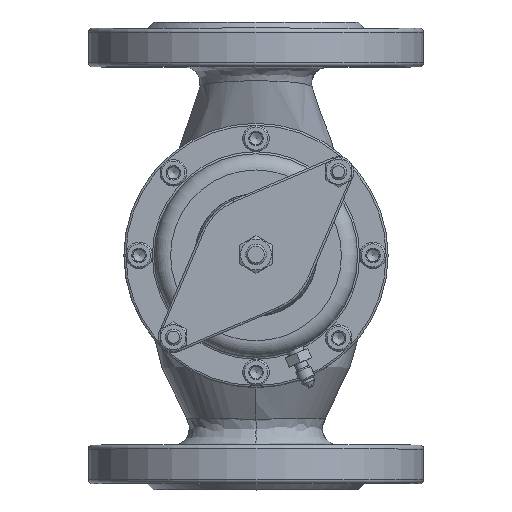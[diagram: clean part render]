
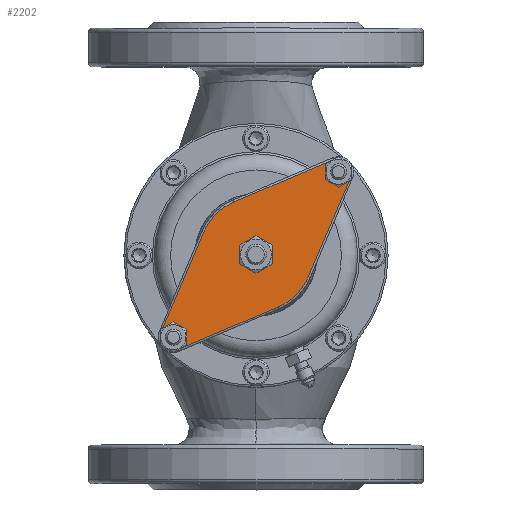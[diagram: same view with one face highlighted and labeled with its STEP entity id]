
A CAD part, top view. The second image highlights one B-rep face of the part: STEP entity #2202.
In plain terms, the highlighted face is planar.
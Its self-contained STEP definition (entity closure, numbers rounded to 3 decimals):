
#2202=ADVANCED_FACE('',(#18314,#18316,#18318,#18320),#18322,.T.);
#18314=FACE_BOUND('',#18315,.T.);
#18315=EDGE_LOOP('',(#20834,#20835,#20836,#20837,#20838,#20839,#20840,#20841));
#18316=FACE_BOUND('',#18317,.T.);
#18317=EDGE_LOOP('',(#20842));
#18318=FACE_BOUND('',#18319,.T.);
#18319=EDGE_LOOP('',(#20843));
#18320=FACE_BOUND('',#18321,.T.);
#18321=EDGE_LOOP('',(#20844));
#18322=PLANE('',#18323);
#18323=AXIS2_PLACEMENT_3D('',#18324,#18325,#18326);
#18324=CARTESIAN_POINT('',(0.,334.5,0.));
#18325=DIRECTION('',(0.,1.,0.));
#18326=DIRECTION('',(0.,0.,1.));
#20834=ORIENTED_EDGE('',*,*,#22680,.T.);
#20835=ORIENTED_EDGE('',*,*,#22681,.T.);
#20836=ORIENTED_EDGE('',*,*,#22682,.T.);
#20837=ORIENTED_EDGE('',*,*,#22683,.T.);
#20838=ORIENTED_EDGE('',*,*,#22684,.T.);
#20839=ORIENTED_EDGE('',*,*,#22685,.T.);
#20840=ORIENTED_EDGE('',*,*,#22686,.T.);
#20841=ORIENTED_EDGE('',*,*,#22687,.T.);
#20842=ORIENTED_EDGE('',*,*,#22688,.T.);
#20843=ORIENTED_EDGE('',*,*,#22689,.T.);
#20844=ORIENTED_EDGE('',*,*,#22690,.T.);
#22680=EDGE_CURVE('',#23690,#23691,#23692,.T.);
#22681=EDGE_CURVE('',#23691,#23693,#23694,.T.);
#22682=EDGE_CURVE('',#23693,#23695,#23696,.T.);
#22683=EDGE_CURVE('',#23695,#23697,#23698,.T.);
#22684=EDGE_CURVE('',#23697,#23699,#23700,.T.);
#22685=EDGE_CURVE('',#23699,#23701,#23702,.T.);
#22686=EDGE_CURVE('',#23701,#23703,#23704,.T.);
#22687=EDGE_CURVE('',#23703,#23690,#23705,.T.);
#22688=EDGE_CURVE('',#23706,#23706,#23707,.F.);
#22689=EDGE_CURVE('',#23708,#23708,#23709,.F.);
#22690=EDGE_CURVE('',#23710,#23710,#23711,.F.);
#23690=VERTEX_POINT('',#32367);
#23691=VERTEX_POINT('',#32368);
#23692=LINE('',#32369,#32370);
#23693=VERTEX_POINT('',#32372);
#23694=CIRCLE('',#32373,28.);
#23695=VERTEX_POINT('',#32377);
#23696=LINE('',#32378,#32379);
#23697=VERTEX_POINT('',#32381);
#23698=CIRCLE('',#32382,6.5);
#23699=VERTEX_POINT('',#32386);
#23700=LINE('',#32387,#32388);
#23701=VERTEX_POINT('',#32390);
#23702=CIRCLE('',#32391,28.);
#23703=VERTEX_POINT('',#32395);
#23704=LINE('',#32396,#32397);
#23705=CIRCLE('',#32399,6.5);
#23706=VERTEX_POINT('',#32403);
#23707=CIRCLE('',#32404,5.);
#23708=VERTEX_POINT('',#32408);
#23709=CIRCLE('',#32409,6.);
#23710=VERTEX_POINT('',#32413);
#23711=CIRCLE('',#32414,5.);
#32367=CARTESIAN_POINT('',(-38.114,334.5,46.64));
#32368=CARTESIAN_POINT('',(10.96,334.5,25.766));
#32369=CARTESIAN_POINT('',(-38.114,334.5,46.64));
#32370=VECTOR('',#32371,1.);
#32371=DIRECTION('',(0.92,0.,-0.391));
#32372=CARTESIAN_POINT('',(25.766,334.5,10.96));
#32373=AXIS2_PLACEMENT_3D('',#32374,#32375,#32376);
#32374=CARTESIAN_POINT('',(0.,334.5,0.));
#32375=DIRECTION('',(0.,1.,0.));
#32376=DIRECTION('',(0.391,0.,0.92));
#32377=CARTESIAN_POINT('',(46.64,334.5,-38.114));
#32378=CARTESIAN_POINT('',(25.766,334.5,10.96));
#32379=VECTOR('',#32380,1.);
#32380=DIRECTION('',(0.391,0.,-0.92));
#32381=CARTESIAN_POINT('',(38.114,334.5,-46.64));
#32382=AXIS2_PLACEMENT_3D('',#32383,#32384,#32385);
#32383=CARTESIAN_POINT('',(40.659,334.5,-40.659));
#32384=DIRECTION('',(0.,1.,0.));
#32385=DIRECTION('',(0.92,0.,0.391));
#32386=CARTESIAN_POINT('',(-10.96,334.5,-25.766));
#32387=CARTESIAN_POINT('',(38.114,334.5,-46.64));
#32388=VECTOR('',#32389,1.);
#32389=DIRECTION('',(-0.92,0.,0.391));
#32390=CARTESIAN_POINT('',(-25.766,334.5,-10.96));
#32391=AXIS2_PLACEMENT_3D('',#32392,#32393,#32394);
#32392=CARTESIAN_POINT('',(0.,334.5,0.));
#32393=DIRECTION('',(0.,1.,0.));
#32394=DIRECTION('',(-0.391,0.,-0.92));
#32395=CARTESIAN_POINT('',(-46.64,334.5,38.114));
#32396=CARTESIAN_POINT('',(-25.766,334.5,-10.96));
#32397=VECTOR('',#32398,1.);
#32398=DIRECTION('',(-0.391,0.,0.92));
#32399=AXIS2_PLACEMENT_3D('',#32400,#32401,#32402);
#32400=CARTESIAN_POINT('',(-40.659,334.5,40.659));
#32401=DIRECTION('',(0.,1.,0.));
#32402=DIRECTION('',(-0.92,0.,-0.391));
#32403=CARTESIAN_POINT('',(-40.659,334.5,45.659));
#32404=AXIS2_PLACEMENT_3D('',#32405,#32406,#32407);
#32405=CARTESIAN_POINT('',(-40.659,334.5,40.659));
#32406=DIRECTION('',(0.,1.,0.));
#32407=DIRECTION('',(0.,0.,1.));
#32408=CARTESIAN_POINT('',(0.,334.5,6.));
#32409=AXIS2_PLACEMENT_3D('',#32410,#32411,#32412);
#32410=CARTESIAN_POINT('',(0.,334.5,0.));
#32411=DIRECTION('',(0.,1.,0.));
#32412=DIRECTION('',(0.,0.,1.));
#32413=CARTESIAN_POINT('',(40.659,334.5,-35.659));
#32414=AXIS2_PLACEMENT_3D('',#32415,#32416,#32417);
#32415=CARTESIAN_POINT('',(40.659,334.5,-40.659));
#32416=DIRECTION('',(0.,1.,0.));
#32417=DIRECTION('',(0.,0.,1.));
